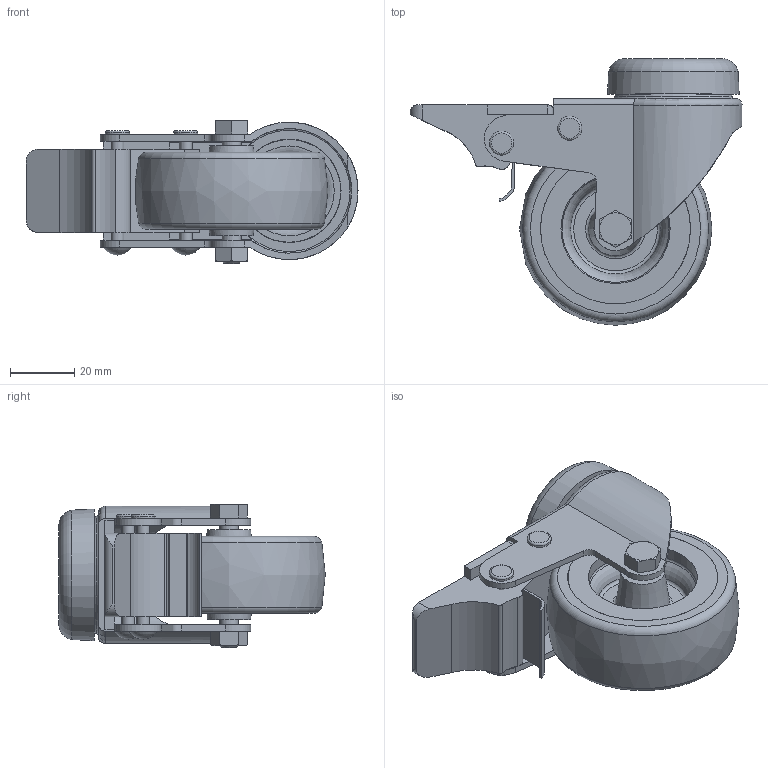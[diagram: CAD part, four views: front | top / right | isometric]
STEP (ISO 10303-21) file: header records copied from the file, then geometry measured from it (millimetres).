
FILE_DESCRIPTION(/* description */ (''),/* implementation_level */ '2;1');
FILE_NAME(/* name */ 'CRUST0000047.stp',/* time_stamp */ '2018-11-09T10:20:50+01:00',/* author */ ('fzagni'),/* organization */ (''),/* preprocessor_version */ 'ST-DEVELOPER v16.1',/* originating_system */ 'Autodesk Inventor 2016',/* authorisation */ '');
FILE_SCHEMA (('AUTOMOTIVE_DESIGN { 1 0 10303 214 3 1 1 }'));
Length unit declared in the file: millimetre
Products named in the file (7): 440000002400; 440000002399; 440000002398; 440000002397; 440000002396; 440000002395; CRUST0000047
Assembly tree (6 placements, depth 2):
  CRUST0000047
    440000002400
    440000002399
    440000002398
    440000002397
    440000002396
    440000002395
Bounding box: 103.38 x 83 x 44.7 mm (x, y, z)
Volume: 99227.9 mm3; surface area: 39054.4 mm2
Topology: 6 solids, 6 shells, 185 faces, 422 edges, 267 vertices
Faces by surface type: plane 75, cylinder 53, cone 31, torus 23, sphere 2, bspline 1
Full cylindrical faces by diameter (mm): 4 x2, 4.917 x1, 5.9 x1, 6 x3, 7.5 x2, 7.9 x1, 8 x3, 12 x1, 32 x1, 32.2 x1, 34.003 x2, 46.703 x2, 46.743 x2
Entity records: 5298 total; most frequent: CARTESIAN_POINT 1172, DIRECTION 855, ORIENTED_EDGE 724, EDGE_CURVE 362, AXIS2_PLACEMENT_3D 360, EDGE_LOOP 272, VERTEX_POINT 260, FACE_OUTER_BOUND 185
